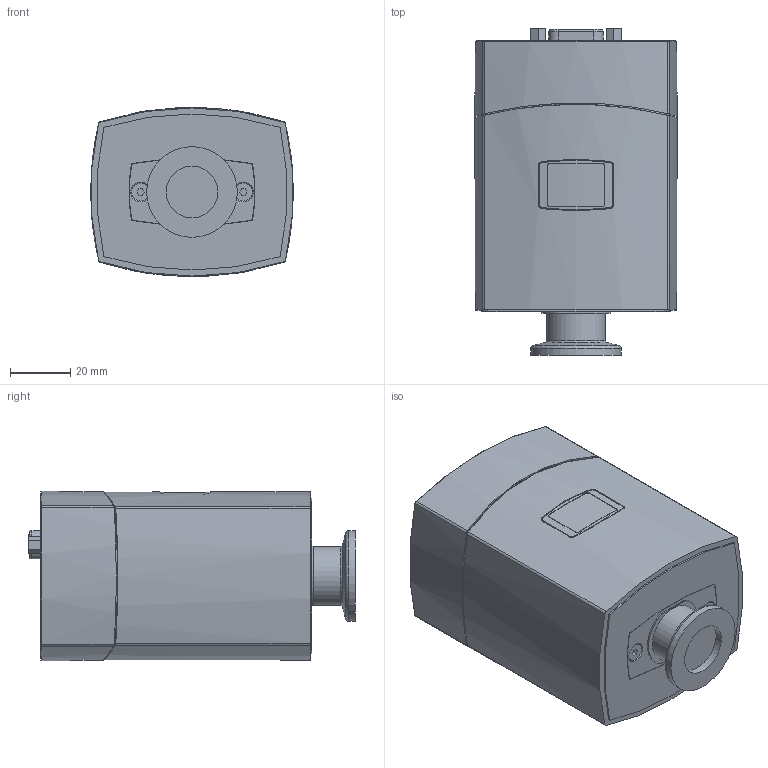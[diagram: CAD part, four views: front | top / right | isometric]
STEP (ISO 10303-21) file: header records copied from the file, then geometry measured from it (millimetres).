
FILE_DESCRIPTION((''),'2;1');
FILE_NAME('MPCG55x_Plug_RS485_16KF.stp','2013-04-04T08:45:49',('BEM'),(''),'Autodesk Inventor 2012','Autodesk Inventor 2012','');
FILE_SCHEMA(('AUTOMOTIVE_DESIGN { 1 0 10303 214 1 1 1 1 }'));
Length unit declared in the file: millimetre
Products named in the file (1): Bauteil26
Bounding box: 67 x 108.1 x 56 mm (x, y, z)
Volume: 73343.9 mm3; surface area: 68067.1 mm2
Topology: 3 solids, 3 shells, 1070 faces, 2829 edges, 1856 vertices
Faces by surface type: plane 737, cylinder 257, cone 30, bspline 26, torus 20
Full cylindrical faces by diameter (mm): 1.1 x2, 1.3 x3, 2.156 x2, 2.6 x4, 2.8 x3, 2.845 x1, 2.9 x3, 3 x7, 3.2 x4, 3.4 x3, 3.6 x2, 4 x1, 4.2 x1, 6.5 x1, 16 x1, 17.2 x1, 18 x1, 19 x1, 19.5 x1, 30 x1
Entity records: 34550 total; most frequent: CARTESIAN_POINT 7065, ORIENTED_EDGE 5500, DIRECTION 5173, EDGE_CURVE 2750, VECTOR 2065, LINE 2065, VERTEX_POINT 1844, AXIS2_PLACEMENT_3D 1554
